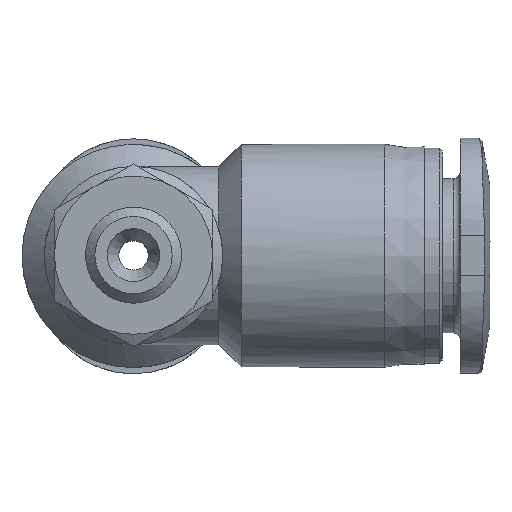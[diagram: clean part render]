
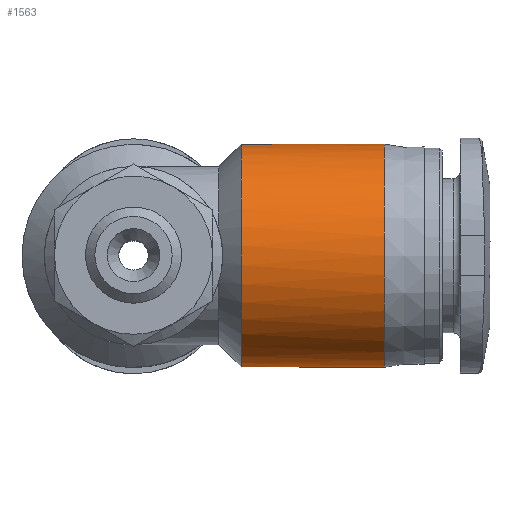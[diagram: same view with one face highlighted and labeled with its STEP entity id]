
A CAD part, top view. The second image highlights one B-rep face of the part: STEP entity #1563.
In plain terms, the highlighted cylindrical face has radius 5.6 mm (diameter 11.2 mm), a full revolution.
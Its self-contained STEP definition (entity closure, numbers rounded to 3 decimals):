
#24=ELLIPSE('',#1668,7.92,5.6);
#25=ELLIPSE('',#1669,7.92,5.6);
#26=ELLIPSE('',#1670,7.92,5.6);
#32=CYLINDRICAL_SURFACE('',#1666,5.6);
#76=LINE('',#2288,#100);
#77=LINE('',#2292,#101);
#100=VECTOR('',#1859,1000.);
#101=VECTOR('',#1862,1000.);
#162=CIRCLE('',#1664,5.6);
#164=CIRCLE('',#1667,5.6);
#259=ORIENTED_EDGE('',*,*,#536,.F.);
#260=ORIENTED_EDGE('',*,*,#537,.F.);
#261=ORIENTED_EDGE('',*,*,#532,.T.);
#262=ORIENTED_EDGE('',*,*,#538,.F.);
#263=ORIENTED_EDGE('',*,*,#539,.F.);
#264=ORIENTED_EDGE('',*,*,#540,.F.);
#265=ORIENTED_EDGE('',*,*,#541,.T.);
#532=EDGE_CURVE('',#664,#663,#162,.T.);
#536=EDGE_CURVE('',#667,#667,#164,.T.);
#537=EDGE_CURVE('',#664,#668,#24,.F.);
#538=EDGE_CURVE('',#669,#663,#25,.F.);
#539=EDGE_CURVE('',#670,#669,#76,.F.);
#540=EDGE_CURVE('',#671,#670,#26,.T.);
#541=EDGE_CURVE('',#671,#668,#77,.F.);
#663=VERTEX_POINT('',#2266);
#664=VERTEX_POINT('',#2268);
#667=VERTEX_POINT('',#2283);
#668=VERTEX_POINT('',#2285);
#669=VERTEX_POINT('',#2287);
#670=VERTEX_POINT('',#2289);
#671=VERTEX_POINT('',#2291);
#792=EDGE_LOOP('',(#259));
#793=EDGE_LOOP('',(#260,#261,#262,#263,#264,#265));
#908=FACE_BOUND('',#792,.T.);
#909=FACE_BOUND('',#793,.T.);
#1563=ADVANCED_FACE('',(#908,#909),#32,.T.);
#1664=AXIS2_PLACEMENT_3D('',#2267,#1847,#1848);
#1666=AXIS2_PLACEMENT_3D('',#2281,#1851,#1852);
#1667=AXIS2_PLACEMENT_3D('',#2282,#1853,#1854);
#1668=AXIS2_PLACEMENT_3D('',#2284,#1855,#1856);
#1669=AXIS2_PLACEMENT_3D('',#2286,#1857,#1858);
#1670=AXIS2_PLACEMENT_3D('',#2290,#1860,#1861);
#1847=DIRECTION('',(1.,0.,0.));
#1848=DIRECTION('',(0.,0.,-1.));
#1851=DIRECTION('',(1.,0.,0.));
#1852=DIRECTION('',(0.,0.,-1.));
#1853=DIRECTION('',(1.,0.,0.));
#1854=DIRECTION('',(0.,0.,-1.));
#1855=DIRECTION('',(0.707,0.,0.707));
#1856=DIRECTION('',(0.707,0.,-0.707));
#1857=DIRECTION('',(0.707,0.,0.707));
#1858=DIRECTION('',(0.707,0.,-0.707));
#1859=DIRECTION('',(1.,0.,0.));
#1860=DIRECTION('',(-0.707,0.,0.707));
#1861=DIRECTION('',(0.707,0.,0.707));
#1862=DIRECTION('',(1.,0.,0.));
#2266=CARTESIAN_POINT('',(5.4,-1.483,-5.4));
#2267=CARTESIAN_POINT('',(5.4,0.,0.));
#2268=CARTESIAN_POINT('',(5.4,1.483,-5.4));
#2281=CARTESIAN_POINT('',(17.9,0.,0.));
#2282=CARTESIAN_POINT('',(12.6,0.,0.));
#2283=CARTESIAN_POINT('',(12.6,0.,-5.6));
#2284=CARTESIAN_POINT('',(0.,0.,0.));
#2285=CARTESIAN_POINT('',(5.55,0.75,-5.55));
#2286=CARTESIAN_POINT('',(0.,0.,0.));
#2287=CARTESIAN_POINT('',(5.55,-0.75,-5.55));
#2288=CARTESIAN_POINT('',(17.9,-0.75,-5.55));
#2289=CARTESIAN_POINT('',(7.89,-0.75,-5.55));
#2290=CARTESIAN_POINT('',(13.44,0.,0.));
#2291=CARTESIAN_POINT('',(7.89,0.75,-5.55));
#2292=CARTESIAN_POINT('',(17.9,0.75,-5.55));
